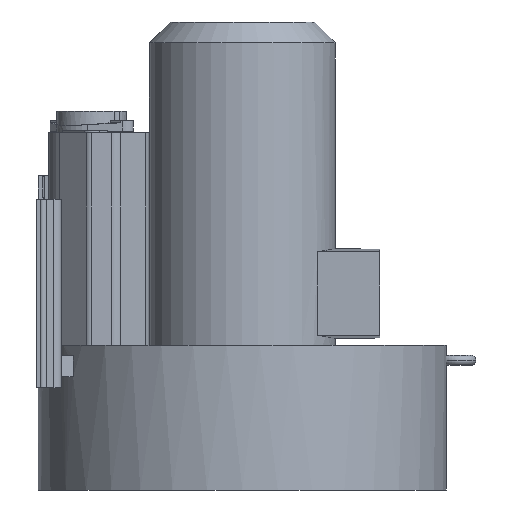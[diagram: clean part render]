
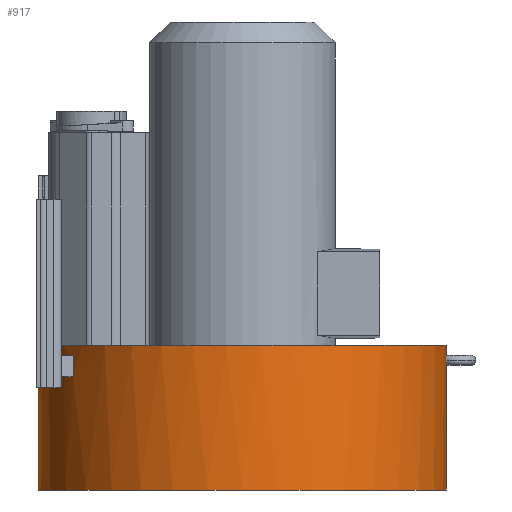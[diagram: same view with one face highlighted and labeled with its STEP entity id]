
A CAD part, front view. The second image highlights one B-rep face of the part: STEP entity #917.
In plain terms, the highlighted cylindrical face has radius 195 mm (diameter 390 mm), a partial arc.
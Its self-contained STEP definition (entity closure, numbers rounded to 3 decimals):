
#169=CYLINDRICAL_SURFACE('',#5548,195.);
#256=(
BOUNDED_CURVE()
B_SPLINE_CURVE(3,(#8240,#8241,#8242,#8243),.UNSPECIFIED.,.F.,.F.)
B_SPLINE_CURVE_WITH_KNOTS((4,4),(0.,1.),.UNSPECIFIED.)
CURVE()
GEOMETRIC_REPRESENTATION_ITEM()
RATIONAL_B_SPLINE_CURVE((1.,1.,1.,1.))
REPRESENTATION_ITEM('')
);
#629=CIRCLE('',#5536,195.);
#633=CIRCLE('',#5541,195.);
#634=CIRCLE('',#5542,195.);
#635=CIRCLE('',#5543,195.);
#636=CIRCLE('',#5544,195.);
#637=CIRCLE('',#5545,195.);
#638=CIRCLE('',#5546,195.);
#639=CIRCLE('',#5547,195.);
#860=B_SPLINE_CURVE_WITH_KNOTS('',3,(#7693,#7694,#7695,#7696,#7697,#7698,
#7699,#7700,#7701,#7702,#7703,#7704),.UNSPECIFIED.,.F.,.F.,(4,2,2,2,2,4),
(0.,0.25,0.5,0.75,0.875,1.),.UNSPECIFIED.);
#862=B_SPLINE_CURVE_WITH_KNOTS('',3,(#7730,#7731,#7732,#7733,#7734),
 .UNSPECIFIED.,.F.,.F.,(4,1,4),(0.,0.5,1.),.UNSPECIFIED.);
#864=B_SPLINE_CURVE_WITH_KNOTS('',3,(#7815,#7816,#7817,#7818,#7819),
 .UNSPECIFIED.,.F.,.F.,(4,1,4),(0.,0.5,1.),.UNSPECIFIED.);
#868=B_SPLINE_CURVE_WITH_KNOTS('',3,(#8220,#8221,#8222,#8223,#8224,#8225,
#8226,#8227,#8228,#8229,#8230,#8231),.UNSPECIFIED.,.F.,.F.,(4,2,2,2,2,4),
(0.,0.125,0.25,0.5,0.75,1.),.UNSPECIFIED.);
#917=ADVANCED_FACE('',(#1277,#1278),#169,.T.);
#1277=FACE_BOUND('',#1382,.T.);
#1278=FACE_BOUND('',#1383,.T.);
#1382=EDGE_LOOP('',(#1878,#1879,#1880,#1881,#1882,#1883,#1884,#1885,#1886,
#1887,#1888,#1889,#1890,#1891,#1892,#1893));
#1383=EDGE_LOOP('',(#1894,#1895,#1896,#1897));
#1878=ORIENTED_EDGE('',*,*,#3814,.F.);
#1879=ORIENTED_EDGE('',*,*,#4017,.F.);
#1880=ORIENTED_EDGE('',*,*,#3825,.T.);
#1881=ORIENTED_EDGE('',*,*,#3840,.T.);
#1882=ORIENTED_EDGE('',*,*,#4021,.T.);
#1883=ORIENTED_EDGE('',*,*,#3800,.T.);
#1884=ORIENTED_EDGE('',*,*,#3807,.T.);
#1885=ORIENTED_EDGE('',*,*,#3823,.T.);
#1886=ORIENTED_EDGE('',*,*,#4022,.T.);
#1887=ORIENTED_EDGE('',*,*,#4023,.T.);
#1888=ORIENTED_EDGE('',*,*,#4024,.T.);
#1889=ORIENTED_EDGE('',*,*,#4025,.T.);
#1890=ORIENTED_EDGE('',*,*,#4026,.T.);
#1891=ORIENTED_EDGE('',*,*,#4027,.T.);
#1892=ORIENTED_EDGE('',*,*,#4028,.T.);
#1893=ORIENTED_EDGE('',*,*,#4029,.T.);
#1894=ORIENTED_EDGE('',*,*,#4030,.T.);
#1895=ORIENTED_EDGE('',*,*,#4031,.T.);
#1896=ORIENTED_EDGE('',*,*,#4032,.T.);
#1897=ORIENTED_EDGE('',*,*,#4033,.T.);
#3239=VERTEX_POINT('',#7705);
#3240=VERTEX_POINT('',#7706);
#3245=VERTEX_POINT('',#7729);
#3250=VERTEX_POINT('',#7746);
#3251=VERTEX_POINT('',#7747);
#3252=VERTEX_POINT('',#7749);
#3260=VERTEX_POINT('',#7768);
#3261=VERTEX_POINT('',#7782);
#3274=VERTEX_POINT('',#7814);
#3449=VERTEX_POINT('',#8233);
#3450=VERTEX_POINT('',#8235);
#3451=VERTEX_POINT('',#8237);
#3452=VERTEX_POINT('',#8239);
#3453=VERTEX_POINT('',#8244);
#3454=VERTEX_POINT('',#8246);
#3455=VERTEX_POINT('',#8248);
#3456=VERTEX_POINT('',#8251);
#3457=VERTEX_POINT('',#8252);
#3458=VERTEX_POINT('',#8254);
#3459=VERTEX_POINT('',#8256);
#3800=EDGE_CURVE('',#3239,#3240,#860,.T.);
#3807=EDGE_CURVE('',#3240,#3245,#862,.T.);
#3814=EDGE_CURVE('',#3250,#3252,#4599,.T.);
#3823=EDGE_CURVE('',#3245,#3260,#4602,.T.);
#3825=EDGE_CURVE('',#3251,#3261,#4603,.T.);
#3840=EDGE_CURVE('',#3261,#3274,#864,.T.);
#4017=EDGE_CURVE('',#3251,#3250,#629,.T.);
#4021=EDGE_CURVE('',#3274,#3239,#868,.T.);
#4022=EDGE_CURVE('',#3260,#3449,#633,.T.);
#4023=EDGE_CURVE('',#3449,#3450,#634,.T.);
#4024=EDGE_CURVE('',#3450,#3451,#635,.T.);
#4025=EDGE_CURVE('',#3451,#3452,#4672,.T.);
#4026=EDGE_CURVE('',#3452,#3453,#256,.T.);
#4027=EDGE_CURVE('',#3453,#3454,#636,.T.);
#4028=EDGE_CURVE('',#3454,#3455,#4673,.T.);
#4029=EDGE_CURVE('',#3455,#3252,#637,.T.);
#4030=EDGE_CURVE('',#3456,#3457,#638,.T.);
#4031=EDGE_CURVE('',#3457,#3458,#4674,.T.);
#4032=EDGE_CURVE('',#3458,#3459,#639,.T.);
#4033=EDGE_CURVE('',#3459,#3456,#4675,.T.);
#4599=LINE('',#7748,#4987);
#4602=LINE('',#7769,#4990);
#4603=LINE('',#7783,#4991);
#4672=LINE('',#8238,#5060);
#4673=LINE('',#8247,#5061);
#4674=LINE('',#8253,#5062);
#4675=LINE('',#8257,#5063);
#4987=VECTOR('',#6041,1.);
#4990=VECTOR('',#6054,1.);
#4991=VECTOR('',#6055,1.);
#5060=VECTOR('',#6450,1.);
#5061=VECTOR('',#6453,1.);
#5062=VECTOR('',#6458,1.);
#5063=VECTOR('',#6461,1.);
#5536=AXIS2_PLACEMENT_3D('',#8215,#6434,#6435);
#5541=AXIS2_PLACEMENT_3D('',#8232,#6444,#6445);
#5542=AXIS2_PLACEMENT_3D('',#8234,#6446,#6447);
#5543=AXIS2_PLACEMENT_3D('',#8236,#6448,#6449);
#5544=AXIS2_PLACEMENT_3D('',#8245,#6451,#6452);
#5545=AXIS2_PLACEMENT_3D('',#8249,#6454,#6455);
#5546=AXIS2_PLACEMENT_3D('',#8250,#6456,#6457);
#5547=AXIS2_PLACEMENT_3D('',#8255,#6459,#6460);
#5548=AXIS2_PLACEMENT_3D('',#8258,#6462,#6463);
#6041=DIRECTION('',(0.,0.,1.));
#6054=DIRECTION('',(0.,0.,1.));
#6055=DIRECTION('',(0.,0.,1.));
#6434=DIRECTION('',(0.,0.,-1.));
#6435=DIRECTION('',(1.,0.,0.));
#6444=DIRECTION('',(0.,0.,-1.));
#6445=DIRECTION('',(1.,0.,0.));
#6446=DIRECTION('',(0.,0.,-1.));
#6447=DIRECTION('',(1.,0.,0.));
#6448=DIRECTION('',(0.,0.,-1.));
#6449=DIRECTION('',(1.,0.,0.));
#6450=DIRECTION('',(0.,0.,-1.));
#6451=DIRECTION('',(0.,0.,-1.));
#6452=DIRECTION('',(1.,0.,0.));
#6453=DIRECTION('',(0.,0.,1.));
#6454=DIRECTION('',(0.,0.,-1.));
#6455=DIRECTION('',(1.,0.,0.));
#6456=DIRECTION('',(0.,0.,1.));
#6457=DIRECTION('',(1.,0.,0.));
#6458=DIRECTION('',(0.,0.,-1.));
#6459=DIRECTION('',(0.,0.,-1.));
#6460=DIRECTION('',(1.,0.,0.));
#6461=DIRECTION('',(0.,0.,1.));
#6462=DIRECTION('',(0.,0.,1.));
#6463=DIRECTION('',(-1.,0.,0.));
#7693=CARTESIAN_POINT('',(194.355,-15.851,74.846));
#7694=CARTESIAN_POINT('',(194.355,-15.851,76.467));
#7695=CARTESIAN_POINT('',(194.439,-14.852,77.969));
#7696=CARTESIAN_POINT('',(194.63,-12.079,79.572));
#7697=CARTESIAN_POINT('',(194.729,-10.389,79.729));
#7698=CARTESIAN_POINT('',(194.872,-7.249,79.255));
#7699=CARTESIAN_POINT('',(194.92,-5.745,78.641));
#7700=CARTESIAN_POINT('',(194.968,-3.62,77.536));
#7701=CARTESIAN_POINT('',(194.979,-2.928,77.131));
#7702=CARTESIAN_POINT('',(194.995,-1.53,76.354));
#7703=CARTESIAN_POINT('',(195.,-0.81,75.913));
#7704=CARTESIAN_POINT('',(195.,-0.001,75.913));
#7705=CARTESIAN_POINT('',(194.355,-15.851,74.846));
#7706=CARTESIAN_POINT('',(195.,-0.001,75.913));
#7729=CARTESIAN_POINT('',(195.,0.,75.913));
#7730=CARTESIAN_POINT('',(195.,-0.001,75.913));
#7731=CARTESIAN_POINT('',(195.,-0.001,75.913));
#7732=CARTESIAN_POINT('',(195.,-0.001,75.913));
#7733=CARTESIAN_POINT('',(195.,0.,75.913));
#7734=CARTESIAN_POINT('',(195.,0.,75.913));
#7746=CARTESIAN_POINT('',(-195.,0.,-49.));
#7747=CARTESIAN_POINT('',(195.,0.,-49.));
#7748=CARTESIAN_POINT('',(-195.,0.,-0.75));
#7749=CARTESIAN_POINT('',(-195.,0.,89.25));
#7768=CARTESIAN_POINT('',(195.,0.,89.25));
#7769=CARTESIAN_POINT('',(195.,0.,-0.75));
#7782=CARTESIAN_POINT('',(195.,0.,73.778));
#7783=CARTESIAN_POINT('',(195.,0.,-0.75));
#7814=CARTESIAN_POINT('',(195.,-0.001,73.778));
#7815=CARTESIAN_POINT('',(195.,0.,73.778));
#7816=CARTESIAN_POINT('',(195.,0.,73.778));
#7817=CARTESIAN_POINT('',(195.,-0.001,73.778));
#7818=CARTESIAN_POINT('',(195.,-0.001,73.778));
#7819=CARTESIAN_POINT('',(195.,-0.001,73.778));
#8215=CARTESIAN_POINT('',(0.,0.,-49.));
#8220=CARTESIAN_POINT('',(195.,-0.001,73.778));
#8221=CARTESIAN_POINT('',(195.,-0.813,73.778));
#8222=CARTESIAN_POINT('',(194.995,-1.528,73.339));
#8223=CARTESIAN_POINT('',(194.979,-2.925,72.562));
#8224=CARTESIAN_POINT('',(194.968,-3.615,72.158));
#8225=CARTESIAN_POINT('',(194.921,-5.742,71.052));
#8226=CARTESIAN_POINT('',(194.873,-7.205,70.449));
#8227=CARTESIAN_POINT('',(194.731,-10.361,69.961));
#8228=CARTESIAN_POINT('',(194.632,-12.053,70.111));
#8229=CARTESIAN_POINT('',(194.439,-14.842,71.709));
#8230=CARTESIAN_POINT('',(194.355,-15.851,73.216));
#8231=CARTESIAN_POINT('',(194.355,-15.851,74.846));
#8232=CARTESIAN_POINT('',(0.,0.,89.25));
#8233=CARTESIAN_POINT('',(-170.877,-93.947,89.25));
#8234=CARTESIAN_POINT('',(0.,0.,89.25));
#8235=CARTESIAN_POINT('',(-185.246,-60.9,89.25));
#8236=CARTESIAN_POINT('',(0.,0.,89.25));
#8237=CARTESIAN_POINT('',(-190.525,-41.537,89.25));
#8238=CARTESIAN_POINT('',(-190.525,-41.537,-0.75));
#8239=CARTESIAN_POINT('',(-190.525,-41.537,79.946));
#8240=CARTESIAN_POINT('',(-190.525,-41.537,79.946));
#8241=CARTESIAN_POINT('',(-191.334,-37.824,82.227));
#8242=CARTESIAN_POINT('',(-192.035,-34.089,84.522));
#8243=CARTESIAN_POINT('',(-192.626,-30.335,86.829));
#8244=CARTESIAN_POINT('',(-192.626,-30.335,86.829));
#8245=CARTESIAN_POINT('',(0.,0.,86.829));
#8246=CARTESIAN_POINT('',(-193.257,-26.013,86.829));
#8247=CARTESIAN_POINT('',(-193.257,-26.013,-0.75));
#8248=CARTESIAN_POINT('',(-193.257,-26.013,89.25));
#8249=CARTESIAN_POINT('',(0.,0.,89.25));
#8250=CARTESIAN_POINT('',(0.,0.,79.25));
#8251=CARTESIAN_POINT('',(-174.545,-86.942,79.25));
#8252=CARTESIAN_POINT('',(-161.694,-108.996,79.25));
#8253=CARTESIAN_POINT('',(-161.694,-108.996,-0.75));
#8254=CARTESIAN_POINT('',(-161.694,-108.996,59.25));
#8255=CARTESIAN_POINT('',(0.,0.,59.25));
#8256=CARTESIAN_POINT('',(-174.545,-86.942,59.25));
#8257=CARTESIAN_POINT('',(-174.545,-86.942,-0.75));
#8258=CARTESIAN_POINT('',(0.,0.,-0.75));
